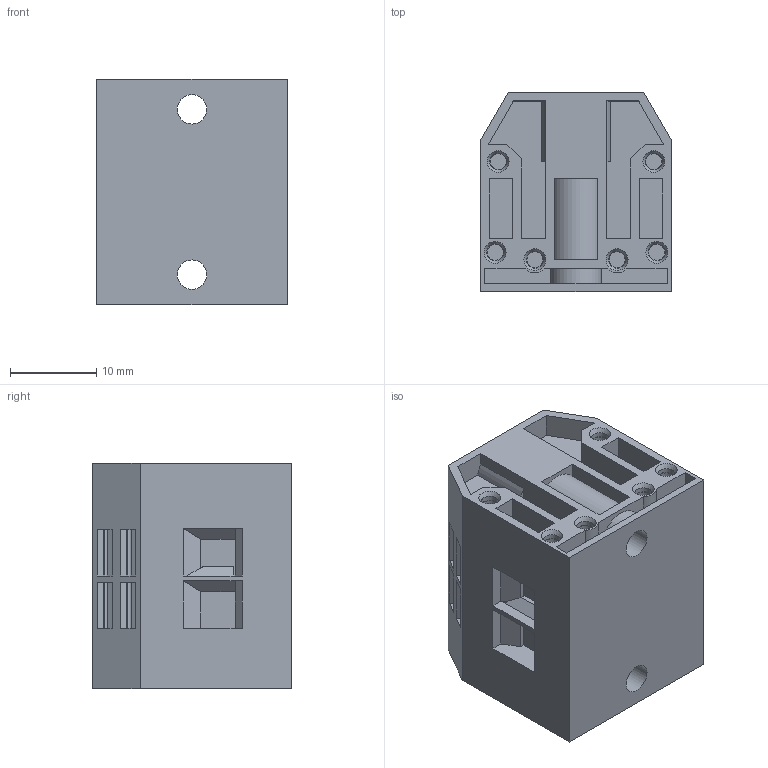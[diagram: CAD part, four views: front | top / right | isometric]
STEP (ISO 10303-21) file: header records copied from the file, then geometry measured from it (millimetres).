
FILE_DESCRIPTION(('FreeCAD Model'),'2;1');
FILE_NAME('2170_BKA_4_2.stp','2018-08-31T16:51:12',('Author'),(''), 'Open CASCADE STEP processor 7.2','FreeCAD','Unknown');
FILE_SCHEMA(('AUTOMOTIVE_DESIGN { 1 0 10303 214 1 1 1 1 }'));
Length unit declared in the file: millimetre
Products named in the file (1): 2170_BKA_4_2
Bounding box: 22 x 23 x 26.1 mm (x, y, z)
Volume: 10122.5 mm3; surface area: 6188.7 mm2
Topology: 1 solids, 5 shells, 362 faces, 880 edges, 582 vertices
Faces by surface type: plane 275, cylinder 63, cone 24
Full cylindrical faces by diameter (mm): 1.95 x12, 2.15 x12, 3.4 x2, 4.2 x4, 6.3 x2
Entity records: 22137 total; most frequent: CARTESIAN_POINT 4061, DIRECTION 3410, LINE 2280, VECTOR 2280, ORIENTED_EDGE 1760, PCURVE 1760, DEFINITIONAL_REPRESENTATION 1760, EDGE_CURVE 880
